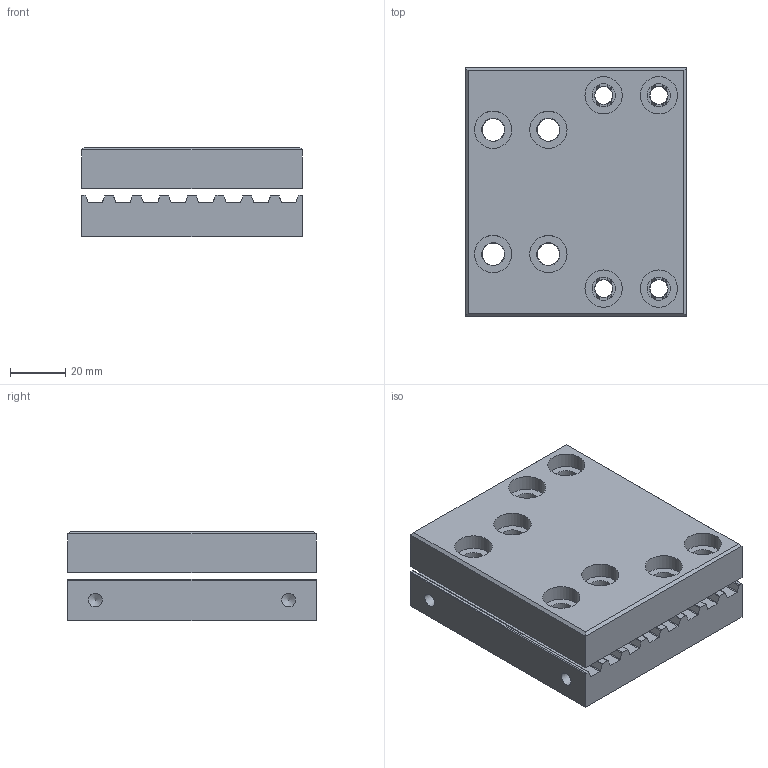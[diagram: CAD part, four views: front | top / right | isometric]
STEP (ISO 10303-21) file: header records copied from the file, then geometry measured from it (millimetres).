
FILE_DESCRIPTION((''),'2;1');
FILE_NAME('801902.ipt.stp','2010-09-05T11:33:25',(''),(''),'Autodesk Inventor 2010','Autodesk Inventor 2010','');
FILE_SCHEMA(('AUTOMOTIVE_DESIGN { 1 0 10303 214 1 1 1 1 }'));
Length unit declared in the file: millimetre
Products named in the file (1): 801902
Bounding box: 80 x 90 x 32.5 mm (x, y, z)
Volume: 183341.9 mm3; surface area: 46763.7 mm2
Topology: 2 solids, 2 shells, 180 faces, 524 edges, 348 vertices
Faces by surface type: plane 76, cylinder 68, bspline 36
Entity records: 6840 total; most frequent: CARTESIAN_POINT 2077, ORIENTED_EDGE 968, DIRECTION 890, EDGE_CURVE 484, VERTEX_POINT 336, AXIS2_PLACEMENT_3D 325, EDGE_LOOP 240, VECTOR 240
